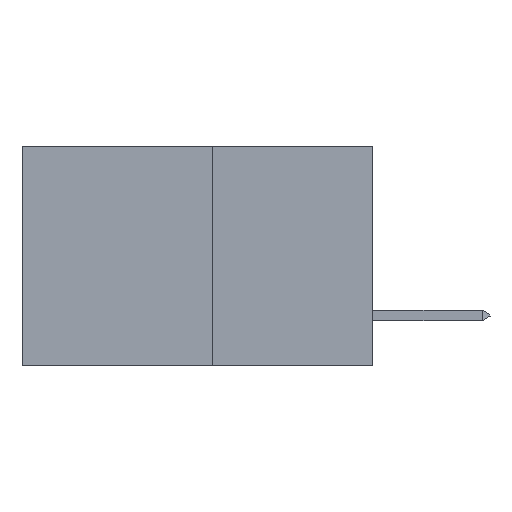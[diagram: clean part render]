
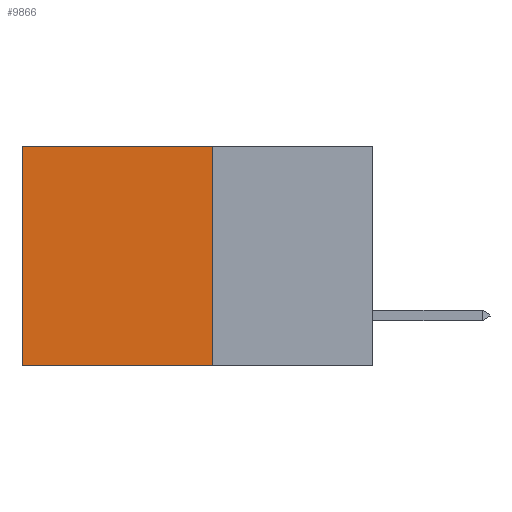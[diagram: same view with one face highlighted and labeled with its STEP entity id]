
A CAD part, left-side view. The second image highlights one B-rep face of the part: STEP entity #9866.
In plain terms, the highlighted planar face has unit normal (-1, 0, 0).
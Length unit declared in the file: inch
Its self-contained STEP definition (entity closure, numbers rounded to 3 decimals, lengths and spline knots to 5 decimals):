
#707 = CARTESIAN_POINT ( 'NONE',  ( 0.277, 0.27, -0.37 ) ) ;
#1980 = PLANE ( 'NONE',  #8100 ) ;
#2378 = VERTEX_POINT ( 'NONE', #3112 ) ;
#3112 = CARTESIAN_POINT ( 'NONE',  ( 0.277, 0.27, -0.37 ) ) ;
#4367 = DIRECTION ( 'NONE',  ( 0., 1., 0. ) ) ;
#4866 = DIRECTION ( 'NONE',  ( 0., 0., -1. ) ) ;
#5680 = FACE_OUTER_BOUND ( 'NONE', #13027, .T. ) ;
#5800 = LINE ( 'NONE', #6394, #12813 ) ;
#6268 = CARTESIAN_POINT ( 'NONE',  ( 0.277, 0.27, -0.37 ) ) ;
#6394 = CARTESIAN_POINT ( 'NONE',  ( 0.277, 0.27, -0.37 ) ) ;
#6532 = EDGE_CURVE ( 'NONE', #2378, #11583, #5800, .T. ) ;
#6662 = LINE ( 'NONE', #17402, #17366 ) ;
#7558 = EDGE_CURVE ( 'NONE', #9396, #8164, #17551, .T. ) ;
#7691 = DIRECTION ( 'NONE',  ( 0., 0., -1. ) ) ;
#8100 = AXIS2_PLACEMENT_3D ( 'NONE', #6268, #16070, #7691 ) ;
#8164 = VERTEX_POINT ( 'NONE', #15667 ) ;
#8475 = ORIENTED_EDGE ( 'NONE', *, *, #6532, .F. ) ;
#8543 = CARTESIAN_POINT ( 'NONE',  ( 0.277, 0.59, -0.37 ) ) ;
#9396 = VERTEX_POINT ( 'NONE', #12190 ) ;
#9724 = LINE ( 'NONE', #707, #13881 ) ;
#9866 = ADVANCED_FACE ( 'NONE', ( #5680 ), #1980, .F. ) ;
#10553 = DIRECTION ( 'NONE',  ( 0., 0., -1. ) ) ;
#10697 = ORIENTED_EDGE ( 'NONE', *, *, #13983, .F. ) ;
#11583 = VERTEX_POINT ( 'NONE', #8543 ) ;
#11807 = ORIENTED_EDGE ( 'NONE', *, *, #13275, .T. ) ;
#12190 = CARTESIAN_POINT ( 'NONE',  ( 0.277, 0.27, 0. ) ) ;
#12813 = VECTOR ( 'NONE', #16195, 39.37008 ) ;
#13027 = EDGE_LOOP ( 'NONE', ( #11807, #8475, #10697, #13036 ) ) ;
#13036 = ORIENTED_EDGE ( 'NONE', *, *, #7558, .T. ) ;
#13275 = EDGE_CURVE ( 'NONE', #8164, #11583, #6662, .T. ) ;
#13869 = VECTOR ( 'NONE', #4367, 39.37008 ) ;
#13881 = VECTOR ( 'NONE', #10553, 39.37008 ) ;
#13983 = EDGE_CURVE ( 'NONE', #9396, #2378, #9724, .T. ) ;
#15620 = CARTESIAN_POINT ( 'NONE',  ( 0.277, 0.27, 0. ) ) ;
#15667 = CARTESIAN_POINT ( 'NONE',  ( 0.277, 0.59, 0. ) ) ;
#16070 = DIRECTION ( 'NONE',  ( 1., 0., 0. ) ) ;
#16195 = DIRECTION ( 'NONE',  ( 0., 1., 0. ) ) ;
#17366 = VECTOR ( 'NONE', #4866, 39.37008 ) ;
#17402 = CARTESIAN_POINT ( 'NONE',  ( 0.277, 0.59, -0.37 ) ) ;
#17551 = LINE ( 'NONE', #15620, #13869 ) ;
